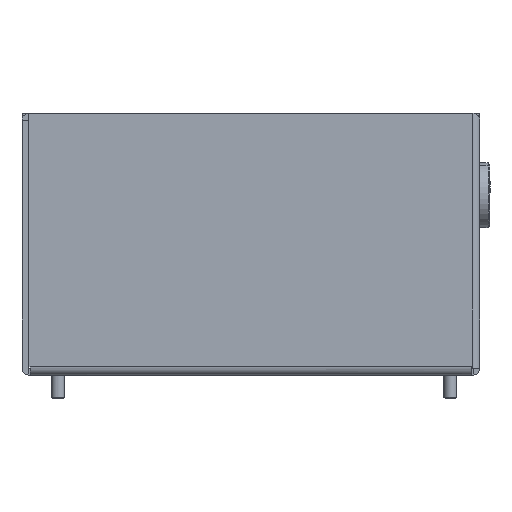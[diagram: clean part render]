
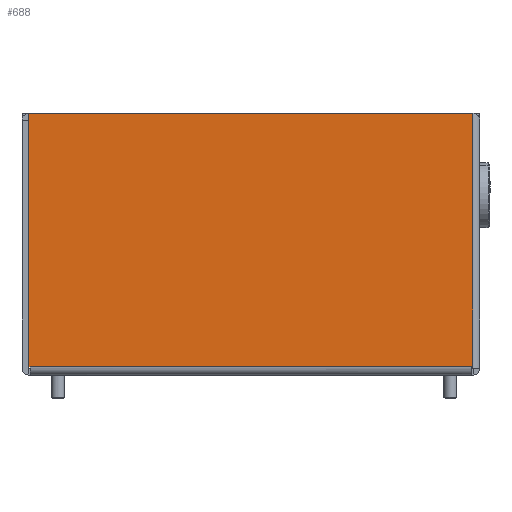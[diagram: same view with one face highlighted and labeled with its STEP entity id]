
A CAD part, left-side view. The second image highlights one B-rep face of the part: STEP entity #688.
In plain terms, the highlighted face is planar.
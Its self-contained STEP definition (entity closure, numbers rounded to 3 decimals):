
#40 = VECTOR ( 'NONE', #3810, 1000. ) ;
#272 = DIRECTION ( 'NONE',  ( 0., -1., 0. ) ) ;
#291 = VECTOR ( 'NONE', #2315, 1000. ) ;
#292 = VERTEX_POINT ( 'NONE', #1791 ) ;
#320 = CARTESIAN_POINT ( 'NONE',  ( 237., 0., 77.5 ) ) ;
#353 = VECTOR ( 'NONE', #3940, 1000. ) ;
#460 = FACE_OUTER_BOUND ( 'NONE', #1442, .T. ) ;
#688 = ADVANCED_FACE ( 'NONE', ( #460 ), #4656, .F. ) ;
#700 = LINE ( 'NONE', #6175, #353 ) ;
#1203 = EDGE_CURVE ( 'NONE', #292, #6141, #1794, .T. ) ;
#1442 = EDGE_LOOP ( 'NONE', ( #1978, #6470, #6929, #3612, #7340, #2532, #2304 ) ) ;
#1709 = CARTESIAN_POINT ( 'NONE',  ( 237., 0., 80. ) ) ;
#1791 = CARTESIAN_POINT ( 'NONE',  ( 237., 2.1, 77.9 ) ) ;
#1794 = LINE ( 'NONE', #5266, #291 ) ;
#1870 = LINE ( 'NONE', #4671, #5291 ) ;
#1978 = ORIENTED_EDGE ( 'NONE', *, *, #4015, .T. ) ;
#2132 = CARTESIAN_POINT ( 'NONE',  ( 237., 2.1, 0. ) ) ;
#2242 = VECTOR ( 'NONE', #272, 1000. ) ;
#2304 = ORIENTED_EDGE ( 'NONE', *, *, #6534, .F. ) ;
#2315 = DIRECTION ( 'NONE',  ( 0., 0., -1. ) ) ;
#2532 = ORIENTED_EDGE ( 'NONE', *, *, #3322, .T. ) ;
#2886 = VERTEX_POINT ( 'NONE', #4972 ) ;
#2938 = EDGE_CURVE ( 'NONE', #4166, #4938, #700, .T. ) ;
#2989 = VECTOR ( 'NONE', #4895, 1000. ) ;
#2997 = VECTOR ( 'NONE', #5923, 1000. ) ;
#3265 = AXIS2_PLACEMENT_3D ( 'NONE', #1709, #4020, #5198 ) ;
#3322 = EDGE_CURVE ( 'NONE', #6141, #7393, #4246, .T. ) ;
#3382 = VERTEX_POINT ( 'NONE', #4909 ) ;
#3612 = ORIENTED_EDGE ( 'NONE', *, *, #3923, .T. ) ;
#3773 = LINE ( 'NONE', #7198, #2242 ) ;
#3810 = DIRECTION ( 'NONE',  ( 0., -1., 0. ) ) ;
#3923 = EDGE_CURVE ( 'NONE', #2886, #292, #3773, .T. ) ;
#3940 = DIRECTION ( 'NONE',  ( 0., -1., 0. ) ) ;
#4015 = EDGE_CURVE ( 'NONE', #3382, #4166, #4604, .T. ) ;
#4020 = DIRECTION ( 'NONE',  ( -1., 0., 0. ) ) ;
#4166 = VERTEX_POINT ( 'NONE', #5649 ) ;
#4246 = LINE ( 'NONE', #5338, #2997 ) ;
#4604 = LINE ( 'NONE', #320, #40 ) ;
#4624 = EDGE_CURVE ( 'NONE', #2886, #4938, #7378, .T. ) ;
#4656 = PLANE ( 'NONE',  #3265 ) ;
#4671 = CARTESIAN_POINT ( 'NONE',  ( 237., 137.999, 80. ) ) ;
#4895 = DIRECTION ( 'NONE',  ( 0., 0., -1. ) ) ;
#4909 = CARTESIAN_POINT ( 'NONE',  ( 237., 137.999, 77.5 ) ) ;
#4938 = VERTEX_POINT ( 'NONE', #6857 ) ;
#4972 = CARTESIAN_POINT ( 'NONE',  ( 237., 2.5, 77.9 ) ) ;
#5198 = DIRECTION ( 'NONE',  ( 0., -1., 0. ) ) ;
#5266 = CARTESIAN_POINT ( 'NONE',  ( 237., 2.1, 80. ) ) ;
#5291 = VECTOR ( 'NONE', #6921, 1000. ) ;
#5338 = CARTESIAN_POINT ( 'NONE',  ( 237., 0., 0. ) ) ;
#5539 = CARTESIAN_POINT ( 'NONE',  ( 237., 2.5, 80. ) ) ;
#5649 = CARTESIAN_POINT ( 'NONE',  ( 237., 137.5, 77.5 ) ) ;
#5923 = DIRECTION ( 'NONE',  ( 0., 1., 0. ) ) ;
#6141 = VERTEX_POINT ( 'NONE', #2132 ) ;
#6175 = CARTESIAN_POINT ( 'NONE',  ( 237., 137.5, 77.5 ) ) ;
#6470 = ORIENTED_EDGE ( 'NONE', *, *, #2938, .T. ) ;
#6534 = EDGE_CURVE ( 'NONE', #3382, #7393, #1870, .T. ) ;
#6805 = CARTESIAN_POINT ( 'NONE',  ( 237., 137.999, 0. ) ) ;
#6857 = CARTESIAN_POINT ( 'NONE',  ( 237., 2.5, 77.5 ) ) ;
#6921 = DIRECTION ( 'NONE',  ( 0., 0., -1. ) ) ;
#6929 = ORIENTED_EDGE ( 'NONE', *, *, #4624, .F. ) ;
#7198 = CARTESIAN_POINT ( 'NONE',  ( 237., 2.5, 77.9 ) ) ;
#7340 = ORIENTED_EDGE ( 'NONE', *, *, #1203, .T. ) ;
#7378 = LINE ( 'NONE', #5539, #2989 ) ;
#7393 = VERTEX_POINT ( 'NONE', #6805 ) ;
